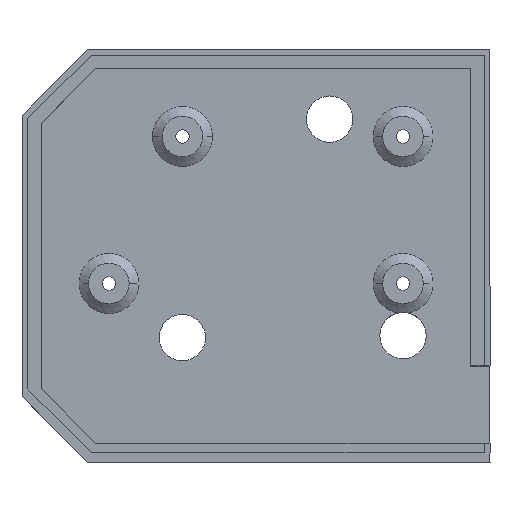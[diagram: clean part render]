
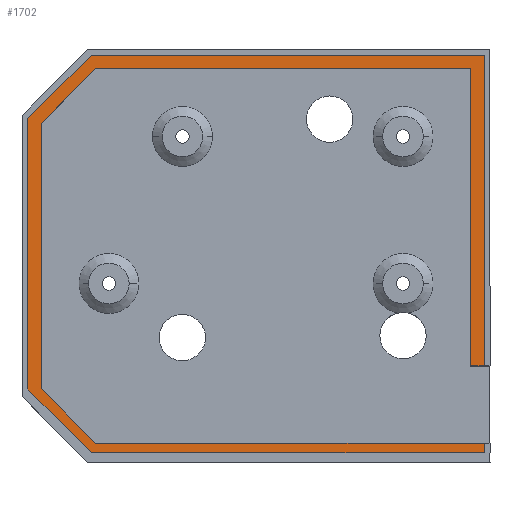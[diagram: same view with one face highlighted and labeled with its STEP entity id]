
A CAD part, top view. The second image highlights one B-rep face of the part: STEP entity #1702.
In plain terms, the highlighted planar face has unit normal (0, 0, 1).
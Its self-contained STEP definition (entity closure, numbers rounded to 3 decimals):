
#30 = CARTESIAN_POINT ( 'NONE',  ( 5., -14.071, 9.6 ) ) ;
#78 = DIRECTION ( 'NONE',  ( 0., 1., 0. ) ) ;
#92 = VECTOR ( 'NONE', #78, 1000. ) ;
#93 = DIRECTION ( 'NONE',  ( 1., 0., 0. ) ) ;
#117 = DIRECTION ( 'NONE',  ( 0., 0., 1. ) ) ;
#129 = EDGE_CURVE ( 'NONE', #1376, #344, #763, .T. ) ;
#143 = LINE ( 'NONE', #1039, #92 ) ;
#212 = LINE ( 'NONE', #30, #1585 ) ;
#216 = CARTESIAN_POINT ( 'NONE',  ( 0., 0., 9.6 ) ) ;
#218 = VECTOR ( 'NONE', #1297, 1000. ) ;
#226 = CARTESIAN_POINT ( 'NONE',  ( 1.5, -12.904, 9.6 ) ) ;
#248 = DIRECTION ( 'NONE',  ( 0., -1., 0. ) ) ;
#267 = VERTEX_POINT ( 'NONE', #1975 ) ;
#344 = VERTEX_POINT ( 'NONE', #1717 ) ;
#350 = VECTOR ( 'NONE', #1652, 1000. ) ;
#361 = VERTEX_POINT ( 'NONE', #1069 ) ;
#366 = ORIENTED_EDGE ( 'NONE', *, *, #1167, .T. ) ;
#369 = DIRECTION ( 'NONE',  ( 0.707, 0.707, 0. ) ) ;
#379 = CARTESIAN_POINT ( 'NONE',  ( 5., -82.929, 9.6 ) ) ;
#385 = ORIENTED_EDGE ( 'NONE', *, *, #776, .T. ) ;
#441 = CARTESIAN_POINT ( 'NONE',  ( 19.071, 0., 9.6 ) ) ;
#448 = LINE ( 'NONE', #1504, #1054 ) ;
#460 = EDGE_CURVE ( 'NONE', #1130, #1376, #1992, .T. ) ;
#461 = CARTESIAN_POINT ( 'NONE',  ( 119.75, -99.5, 9.6 ) ) ;
#489 = VECTOR ( 'NONE', #248, 1000. ) ;
#527 = CARTESIAN_POINT ( 'NONE',  ( 18.036, -99.5, 9.6 ) ) ;
#548 = CARTESIAN_POINT ( 'NONE',  ( 19.071, -97., 9.6 ) ) ;
#567 = VECTOR ( 'NONE', #1852, 1000. ) ;
#594 = DIRECTION ( 'NONE',  ( 0.707, -0.707, 0. ) ) ;
#600 = AXIS2_PLACEMENT_3D ( 'NONE', #216, #117, #2059 ) ;
#603 = ORIENTED_EDGE ( 'NONE', *, *, #610, .T. ) ;
#610 = EDGE_CURVE ( 'NONE', #1927, #1449, #1117, .T. ) ;
#627 = EDGE_CURVE ( 'NONE', #1920, #1112, #830, .T. ) ;
#652 = DIRECTION ( 'NONE',  ( -1., 0., 0. ) ) ;
#704 = CARTESIAN_POINT ( 'NONE',  ( 119.75, 3.5, 9.6 ) ) ;
#735 = EDGE_CURVE ( 'NONE', #1511, #1300, #1618, .T. ) ;
#763 = LINE ( 'NONE', #1346, #567 ) ;
#776 = EDGE_CURVE ( 'NONE', #1824, #1262, #212, .T. ) ;
#825 = ORIENTED_EDGE ( 'NONE', *, *, #627, .T. ) ;
#830 = LINE ( 'NONE', #226, #350 ) ;
#836 = CARTESIAN_POINT ( 'NONE',  ( 5., -14.071, 9.6 ) ) ;
#847 = EDGE_CURVE ( 'NONE', #1150, #1511, #143, .T. ) ;
#880 = DIRECTION ( 'NONE',  ( -0.707, 0.707, 0. ) ) ;
#884 = EDGE_CURVE ( 'NONE', #267, #361, #1741, .T. ) ;
#899 = VECTOR ( 'NONE', #652, 1000. ) ;
#917 = PLANE ( 'NONE',  #600 ) ;
#945 = ORIENTED_EDGE ( 'NONE', *, *, #1719, .T. ) ;
#974 = EDGE_CURVE ( 'NONE', #1262, #267, #1084, .T. ) ;
#1005 = CARTESIAN_POINT ( 'NONE',  ( 1.5, -12.904, 9.6 ) ) ;
#1023 = CARTESIAN_POINT ( 'NONE',  ( 116.25, 0., 9.6 ) ) ;
#1025 = ORIENTED_EDGE ( 'NONE', *, *, #884, .T. ) ;
#1030 = EDGE_CURVE ( 'NONE', #1449, #1824, #1942, .T. ) ;
#1039 = CARTESIAN_POINT ( 'NONE',  ( 119.75, -99.5, 9.6 ) ) ;
#1054 = VECTOR ( 'NONE', #1663, 1000. ) ;
#1069 = CARTESIAN_POINT ( 'NONE',  ( 116.25, -77., 9.6 ) ) ;
#1084 = LINE ( 'NONE', #1521, #1838 ) ;
#1112 = VERTEX_POINT ( 'NONE', #1954 ) ;
#1117 = LINE ( 'NONE', #379, #1804 ) ;
#1130 = VERTEX_POINT ( 'NONE', #527 ) ;
#1137 = LINE ( 'NONE', #1951, #899 ) ;
#1150 = VERTEX_POINT ( 'NONE', #1822 ) ;
#1161 = VECTOR ( 'NONE', #1646, 1000. ) ;
#1167 = EDGE_CURVE ( 'NONE', #1300, #1920, #448, .T. ) ;
#1175 = CARTESIAN_POINT ( 'NONE',  ( 116.25, -77., 9.6 ) ) ;
#1211 = ORIENTED_EDGE ( 'NONE', *, *, #974, .T. ) ;
#1220 = LINE ( 'NONE', #1175, #1808 ) ;
#1255 = ORIENTED_EDGE ( 'NONE', *, *, #1584, .T. ) ;
#1262 = VERTEX_POINT ( 'NONE', #441 ) ;
#1284 = LINE ( 'NONE', #1701, #1431 ) ;
#1297 = DIRECTION ( 'NONE',  ( 0., 1., 0. ) ) ;
#1298 = EDGE_CURVE ( 'NONE', #1112, #1130, #1284, .T. ) ;
#1300 = VERTEX_POINT ( 'NONE', #2022 ) ;
#1308 = CARTESIAN_POINT ( 'NONE',  ( 119.75, -99.5, 9.6 ) ) ;
#1314 = FACE_OUTER_BOUND ( 'NONE', #1354, .T. ) ;
#1339 = ORIENTED_EDGE ( 'NONE', *, *, #735, .T. ) ;
#1346 = CARTESIAN_POINT ( 'NONE',  ( 119.75, -99.5, 9.6 ) ) ;
#1354 = EDGE_LOOP ( 'NONE', ( #1255, #603, #1890, #385, #1211, #1025, #945, #1993, #1339, #366, #825, #2095, #1437, #1730 ) ) ;
#1376 = VERTEX_POINT ( 'NONE', #461 ) ;
#1431 = VECTOR ( 'NONE', #594, 1000. ) ;
#1437 = ORIENTED_EDGE ( 'NONE', *, *, #460, .T. ) ;
#1449 = VERTEX_POINT ( 'NONE', #1918 ) ;
#1504 = CARTESIAN_POINT ( 'NONE',  ( 17.904, 3.5, 9.6 ) ) ;
#1511 = VERTEX_POINT ( 'NONE', #1772 ) ;
#1521 = CARTESIAN_POINT ( 'NONE',  ( 116.25, 0., 9.6 ) ) ;
#1584 = EDGE_CURVE ( 'NONE', #344, #1927, #1137, .T. ) ;
#1585 = VECTOR ( 'NONE', #369, 1000. ) ;
#1618 = LINE ( 'NONE', #704, #1161 ) ;
#1630 = DIRECTION ( 'NONE',  ( 1., 0., 0. ) ) ;
#1646 = DIRECTION ( 'NONE',  ( -1., 0., 0. ) ) ;
#1652 = DIRECTION ( 'NONE',  ( 0., -1., 0. ) ) ;
#1663 = DIRECTION ( 'NONE',  ( -0.707, -0.707, 0. ) ) ;
#1701 = CARTESIAN_POINT ( 'NONE',  ( 18.036, -99.5, 9.6 ) ) ;
#1702 = ADVANCED_FACE ( 'NONE', ( #1314 ), #917, .T. ) ;
#1717 = CARTESIAN_POINT ( 'NONE',  ( 119.75, -97., 9.6 ) ) ;
#1719 = EDGE_CURVE ( 'NONE', #361, #1150, #1220, .T. ) ;
#1730 = ORIENTED_EDGE ( 'NONE', *, *, #129, .T. ) ;
#1741 = LINE ( 'NONE', #1023, #489 ) ;
#1772 = CARTESIAN_POINT ( 'NONE',  ( 119.75, 3.5, 9.6 ) ) ;
#1804 = VECTOR ( 'NONE', #880, 1000. ) ;
#1808 = VECTOR ( 'NONE', #93, 1000. ) ;
#1822 = CARTESIAN_POINT ( 'NONE',  ( 119.75, -77., 9.6 ) ) ;
#1824 = VERTEX_POINT ( 'NONE', #1911 ) ;
#1838 = VECTOR ( 'NONE', #1871, 1000. ) ;
#1852 = DIRECTION ( 'NONE',  ( 0., 1., 0. ) ) ;
#1871 = DIRECTION ( 'NONE',  ( 1., 0., 0. ) ) ;
#1890 = ORIENTED_EDGE ( 'NONE', *, *, #1030, .T. ) ;
#1911 = CARTESIAN_POINT ( 'NONE',  ( 5., -14.071, 9.6 ) ) ;
#1918 = CARTESIAN_POINT ( 'NONE',  ( 5., -82.929, 9.6 ) ) ;
#1920 = VERTEX_POINT ( 'NONE', #1005 ) ;
#1927 = VERTEX_POINT ( 'NONE', #548 ) ;
#1942 = LINE ( 'NONE', #836, #218 ) ;
#1951 = CARTESIAN_POINT ( 'NONE',  ( 19.071, -97., 9.6 ) ) ;
#1954 = CARTESIAN_POINT ( 'NONE',  ( 1.5, -82.964, 9.6 ) ) ;
#1975 = CARTESIAN_POINT ( 'NONE',  ( 116.25, 0., 9.6 ) ) ;
#1992 = LINE ( 'NONE', #1308, #2048 ) ;
#1993 = ORIENTED_EDGE ( 'NONE', *, *, #847, .T. ) ;
#2022 = CARTESIAN_POINT ( 'NONE',  ( 17.904, 3.5, 9.6 ) ) ;
#2048 = VECTOR ( 'NONE', #1630, 1000. ) ;
#2059 = DIRECTION ( 'NONE',  ( 1., 0., 0. ) ) ;
#2095 = ORIENTED_EDGE ( 'NONE', *, *, #1298, .T. ) ;
